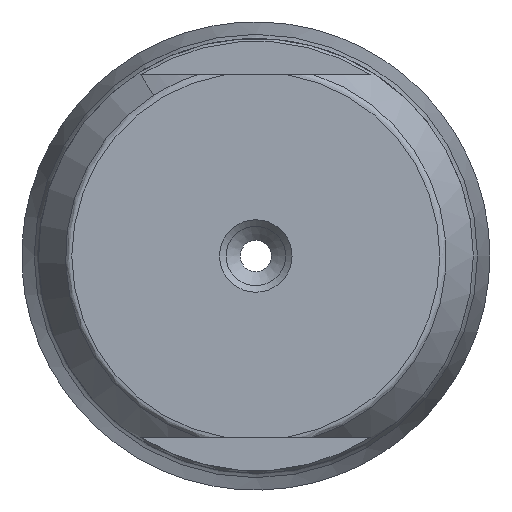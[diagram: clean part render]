
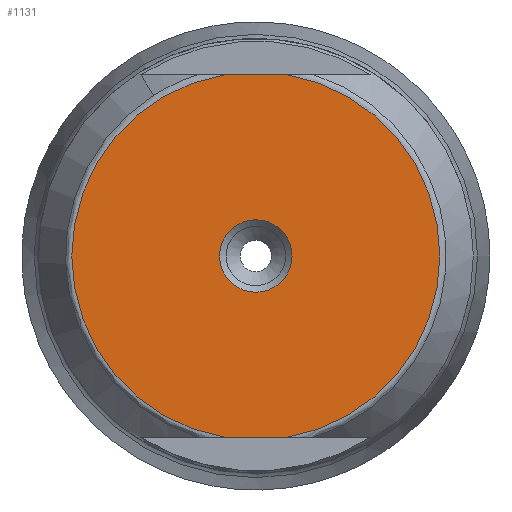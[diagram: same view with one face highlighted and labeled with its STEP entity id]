
A CAD part, front view. The second image highlights one B-rep face of the part: STEP entity #1131.
In plain terms, the highlighted planar face has unit normal (0, -1, 0).
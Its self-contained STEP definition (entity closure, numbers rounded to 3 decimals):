
#88=PLANE('',#1303);
#130=LINE('',#1949,#160);
#131=LINE('',#1954,#161);
#160=VECTOR('',#1566,1000.);
#161=VECTOR('',#1569,1000.);
#319=ORIENTED_EDGE('',*,*,#519,.T.);
#320=ORIENTED_EDGE('',*,*,#520,.T.);
#321=ORIENTED_EDGE('',*,*,#521,.T.);
#322=ORIENTED_EDGE('',*,*,#522,.T.);
#323=ORIENTED_EDGE('',*,*,#523,.F.);
#519=EDGE_CURVE('',#637,#638,#130,.T.);
#520=EDGE_CURVE('',#638,#639,#728,.T.);
#521=EDGE_CURVE('',#639,#640,#131,.T.);
#522=EDGE_CURVE('',#640,#637,#729,.T.);
#523=EDGE_CURVE('',#641,#641,#730,.T.);
#637=VERTEX_POINT('',#1950);
#638=VERTEX_POINT('',#1951);
#639=VERTEX_POINT('',#1953);
#640=VERTEX_POINT('',#1955);
#641=VERTEX_POINT('',#1958);
#728=CIRCLE('',#1304,7.614);
#729=CIRCLE('',#1305,7.614);
#730=CIRCLE('',#1306,1.5);
#836=EDGE_LOOP('',(#319,#320,#321,#322));
#837=EDGE_LOOP('',(#323));
#988=FACE_BOUND('',#836,.T.);
#989=FACE_BOUND('',#837,.T.);
#1131=ADVANCED_FACE('',(#988,#989),#88,.T.);
#1303=AXIS2_PLACEMENT_3D('',#1948,#1564,#1565);
#1304=AXIS2_PLACEMENT_3D('',#1952,#1567,#1568);
#1305=AXIS2_PLACEMENT_3D('',#1956,#1570,#1571);
#1306=AXIS2_PLACEMENT_3D('',#1957,#1572,#1573);
#1564=DIRECTION('',(0.,-1.,0.));
#1565=DIRECTION('',(0.,0.,-1.));
#1566=DIRECTION('',(0.,0.,1.));
#1567=DIRECTION('',(0.,-1.,0.));
#1568=DIRECTION('',(0.,0.,-1.));
#1569=DIRECTION('',(0.,0.,-1.));
#1570=DIRECTION('',(0.,-1.,0.));
#1571=DIRECTION('',(0.,0.,-1.));
#1572=DIRECTION('',(0.,-1.,0.));
#1573=DIRECTION('',(0.,0.,-1.));
#1948=CARTESIAN_POINT('',(0.65,-27.5,0.));
#1949=CARTESIAN_POINT('',(7.5,-27.5,0.));
#1950=CARTESIAN_POINT('',(7.5,-27.5,-1.315));
#1951=CARTESIAN_POINT('',(7.5,-27.5,1.315));
#1952=CARTESIAN_POINT('',(0.,-27.5,0.));
#1953=CARTESIAN_POINT('',(-7.5,-27.5,1.315));
#1954=CARTESIAN_POINT('',(-7.5,-27.5,0.));
#1955=CARTESIAN_POINT('',(-7.5,-27.5,-1.315));
#1956=CARTESIAN_POINT('',(0.,-27.5,0.));
#1957=CARTESIAN_POINT('',(0.,-27.5,0.));
#1958=CARTESIAN_POINT('',(0.,-27.5,-1.5));
